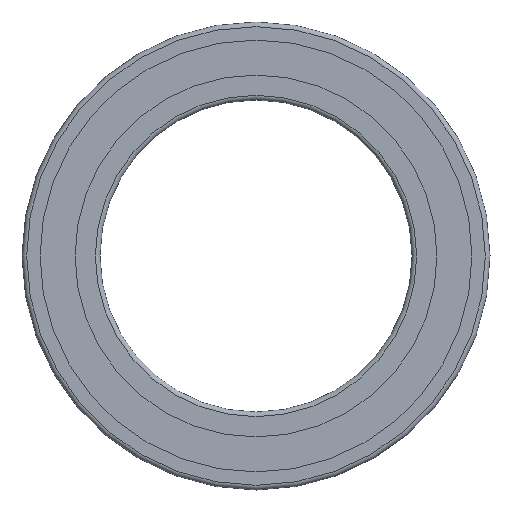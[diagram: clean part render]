
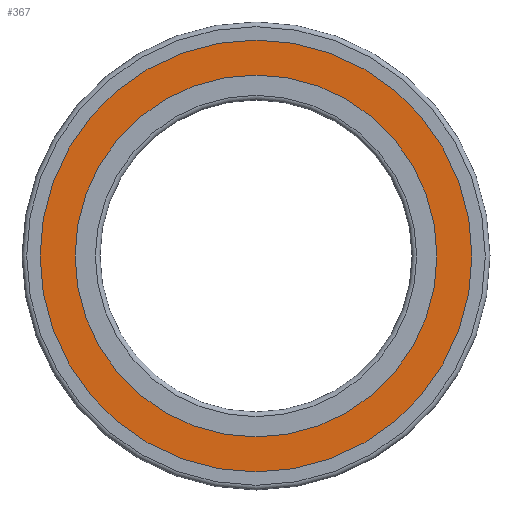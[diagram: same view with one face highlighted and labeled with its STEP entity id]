
A CAD part, left-side view. The second image highlights one B-rep face of the part: STEP entity #367.
In plain terms, the highlighted planar face has unit normal (-1, 0, 0).
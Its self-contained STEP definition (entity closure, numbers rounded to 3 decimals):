
#162=ORIENTED_EDGE('',*,*,#190,.T.);
#163=ORIENTED_EDGE('',*,*,#188,.F.);
#188=EDGE_CURVE('',#212,#212,#237,.T.);
#190=EDGE_CURVE('',#214,#214,#239,.T.);
#212=VERTEX_POINT('',#691);
#214=VERTEX_POINT('',#696);
#237=CIRCLE('',#463,69.222);
#239=CIRCLE('',#466,58.);
#283=EDGE_LOOP('',(#162));
#284=EDGE_LOOP('',(#163));
#331=FACE_BOUND('',#283,.T.);
#332=FACE_BOUND('',#284,.T.);
#344=PLANE('',#465);
#367=ADVANCED_FACE('',(#331,#332),#344,.T.);
#463=AXIS2_PLACEMENT_3D('',#690,#576,#577);
#465=AXIS2_PLACEMENT_3D('',#694,#580,#581);
#466=AXIS2_PLACEMENT_3D('',#695,#582,#583);
#576=DIRECTION('',(1.,0.,0.));
#577=DIRECTION('',(0.,0.,-1.));
#580=DIRECTION('',(-1.,0.,0.));
#581=DIRECTION('',(0.,0.,1.));
#582=DIRECTION('',(1.,0.,0.));
#583=DIRECTION('',(0.,0.,-1.));
#690=CARTESIAN_POINT('',(0.288,0.,0.));
#691=CARTESIAN_POINT('',(0.288,0.,-69.222));
#694=CARTESIAN_POINT('',(0.288,69.222,0.));
#695=CARTESIAN_POINT('',(0.288,0.,0.));
#696=CARTESIAN_POINT('',(0.288,0.,-58.));
